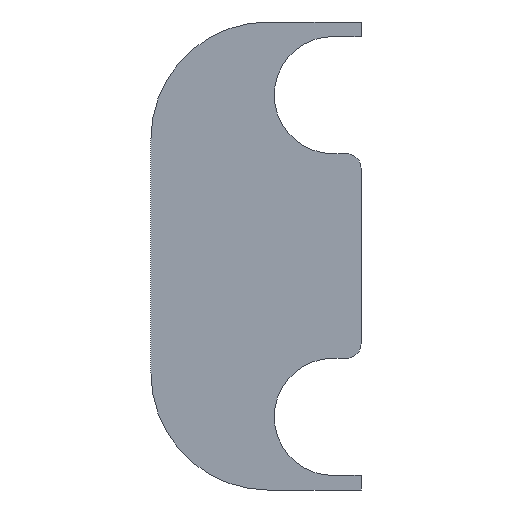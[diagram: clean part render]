
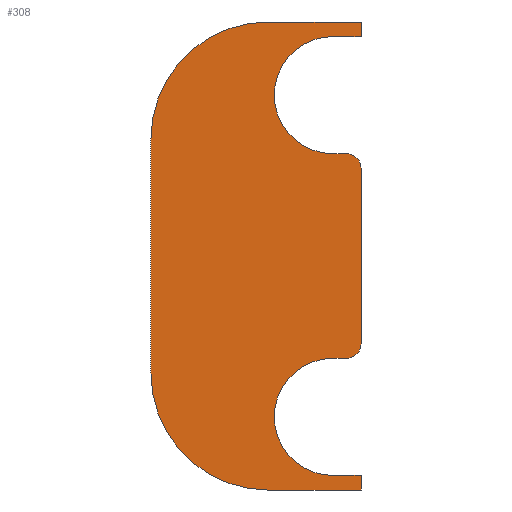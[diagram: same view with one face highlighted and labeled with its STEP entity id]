
A CAD part, left-side view. The second image highlights one B-rep face of the part: STEP entity #308.
In plain terms, the highlighted planar face has unit normal (-1, 0, 0).
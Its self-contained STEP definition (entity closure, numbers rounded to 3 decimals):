
#1=DIRECTION('',(0.,0.,-1.));
#2=VECTOR('',#1,120.);
#3=CARTESIAN_POINT('',(0.,-19.365,60.));
#4=LINE('',#3,#2);
#5=CARTESIAN_POINT('',(0.,-9.365,-60.));
#6=DIRECTION('',(1.,0.,0.));
#7=DIRECTION('',(0.,-1.,0.));
#8=AXIS2_PLACEMENT_3D('',#5,#6,#7);
#10=DIRECTION('',(0.,1.,0.));
#11=VECTOR('',#10,9.365);
#12=CARTESIAN_POINT('',(0.,-9.365,-70.));
#13=LINE('',#12,#11);
#14=CARTESIAN_POINT('',(0.,0.,-110.));
#15=DIRECTION('',(-1.,0.,0.));
#16=DIRECTION('',(0.,0.,1.));
#17=AXIS2_PLACEMENT_3D('',#14,#15,#16);
#19=DIRECTION('',(0.,-1.,0.));
#20=VECTOR('',#19,19.365);
#21=CARTESIAN_POINT('',(0.,0.,-150.));
#22=LINE('',#21,#20);
#23=DIRECTION('',(0.,0.,-1.));
#24=VECTOR('',#23,10.);
#25=CARTESIAN_POINT('',(0.,-19.365,-150.));
#26=LINE('',#25,#24);
#27=DIRECTION('',(0.,1.,0.));
#28=VECTOR('',#27,63.685);
#29=CARTESIAN_POINT('',(0.,-19.365,-160.));
#30=LINE('',#29,#28);
#31=CARTESIAN_POINT('',(0.,44.32,-80.));
#32=DIRECTION('',(1.,0.,0.));
#33=DIRECTION('',(0.,0.,-1.));
#34=AXIS2_PLACEMENT_3D('',#31,#32,#33);
#36=DIRECTION('',(0.,0.,1.));
#37=VECTOR('',#36,160.);
#38=CARTESIAN_POINT('',(0.,124.32,-80.));
#39=LINE('',#38,#37);
#40=CARTESIAN_POINT('',(0.,44.32,80.));
#41=DIRECTION('',(1.,0.,0.));
#42=DIRECTION('',(0.,1.,0.));
#43=AXIS2_PLACEMENT_3D('',#40,#41,#42);
#45=DIRECTION('',(0.,-1.,0.));
#46=VECTOR('',#45,63.685);
#47=CARTESIAN_POINT('',(0.,44.32,160.));
#48=LINE('',#47,#46);
#49=DIRECTION('',(0.,0.,-1.));
#50=VECTOR('',#49,10.);
#51=CARTESIAN_POINT('',(0.,-19.365,160.));
#52=LINE('',#51,#50);
#53=DIRECTION('',(0.,1.,0.));
#54=VECTOR('',#53,19.365);
#55=CARTESIAN_POINT('',(0.,-19.365,150.));
#56=LINE('',#55,#54);
#57=CARTESIAN_POINT('',(0.,0.,110.));
#58=DIRECTION('',(-1.,0.,0.));
#59=DIRECTION('',(0.,0.,1.));
#60=AXIS2_PLACEMENT_3D('',#57,#58,#59);
#62=DIRECTION('',(0.,-1.,0.));
#63=VECTOR('',#62,9.365);
#64=CARTESIAN_POINT('',(0.,0.,70.));
#65=LINE('',#64,#63);
#66=CARTESIAN_POINT('',(0.,-9.365,60.));
#67=DIRECTION('',(1.,0.,0.));
#68=DIRECTION('',(0.,0.,1.));
#69=AXIS2_PLACEMENT_3D('',#66,#67,#68);
#205=CARTESIAN_POINT('',(0.,-19.365,60.));
#206=CARTESIAN_POINT('',(0.,-19.365,-60.));
#207=VERTEX_POINT('',#205);
#208=VERTEX_POINT('',#206);
#209=CARTESIAN_POINT('',(0.,-9.365,-70.));
#210=VERTEX_POINT('',#209);
#211=CARTESIAN_POINT('',(0.,0.,-70.));
#212=VERTEX_POINT('',#211);
#213=CARTESIAN_POINT('',(0.,0.,-150.));
#214=VERTEX_POINT('',#213);
#215=CARTESIAN_POINT('',(0.,-19.365,-150.));
#216=VERTEX_POINT('',#215);
#217=CARTESIAN_POINT('',(0.,-19.365,-160.));
#218=VERTEX_POINT('',#217);
#219=CARTESIAN_POINT('',(0.,44.32,-160.));
#220=VERTEX_POINT('',#219);
#221=CARTESIAN_POINT('',(0.,124.32,-80.));
#222=VERTEX_POINT('',#221);
#223=CARTESIAN_POINT('',(0.,124.32,80.));
#224=VERTEX_POINT('',#223);
#225=CARTESIAN_POINT('',(0.,44.32,160.));
#226=VERTEX_POINT('',#225);
#227=CARTESIAN_POINT('',(0.,-19.365,160.));
#228=VERTEX_POINT('',#227);
#229=CARTESIAN_POINT('',(0.,-19.365,150.));
#230=VERTEX_POINT('',#229);
#231=CARTESIAN_POINT('',(0.,0.,150.));
#232=VERTEX_POINT('',#231);
#233=CARTESIAN_POINT('',(0.,0.,70.));
#234=VERTEX_POINT('',#233);
#235=CARTESIAN_POINT('',(0.,-9.365,70.));
#236=VERTEX_POINT('',#235);
#269=CARTESIAN_POINT('',(0.,0.,0.));
#270=DIRECTION('',(1.,0.,0.));
#271=DIRECTION('',(0.,0.,-1.));
#272=AXIS2_PLACEMENT_3D('',#269,#270,#271);
#273=PLANE('',#272);
#275=ORIENTED_EDGE('',*,*,#274,.T.);
#277=ORIENTED_EDGE('',*,*,#276,.T.);
#279=ORIENTED_EDGE('',*,*,#278,.T.);
#281=ORIENTED_EDGE('',*,*,#280,.T.);
#283=ORIENTED_EDGE('',*,*,#282,.T.);
#285=ORIENTED_EDGE('',*,*,#284,.T.);
#287=ORIENTED_EDGE('',*,*,#286,.T.);
#289=ORIENTED_EDGE('',*,*,#288,.T.);
#291=ORIENTED_EDGE('',*,*,#290,.T.);
#293=ORIENTED_EDGE('',*,*,#292,.T.);
#295=ORIENTED_EDGE('',*,*,#294,.T.);
#297=ORIENTED_EDGE('',*,*,#296,.T.);
#299=ORIENTED_EDGE('',*,*,#298,.T.);
#301=ORIENTED_EDGE('',*,*,#300,.T.);
#303=ORIENTED_EDGE('',*,*,#302,.T.);
#305=ORIENTED_EDGE('',*,*,#304,.T.);
#306=EDGE_LOOP('',(#275,#277,#279,#281,#283,#285,#287,#289,#291,#293,#295,#297,
#299,#301,#303,#305));
#307=FACE_OUTER_BOUND('',#306,.F.);
#308=ADVANCED_FACE('',(#307),#273,.F.);
#9=CIRCLE('',#8,10.);
#18=CIRCLE('',#17,40.);
#35=CIRCLE('',#34,80.);
#44=CIRCLE('',#43,80.);
#61=CIRCLE('',#60,40.);
#70=CIRCLE('',#69,10.);
#274=EDGE_CURVE('',#207,#208,#4,.T.);
#276=EDGE_CURVE('',#208,#210,#9,.T.);
#278=EDGE_CURVE('',#210,#212,#13,.T.);
#280=EDGE_CURVE('',#212,#214,#18,.T.);
#282=EDGE_CURVE('',#214,#216,#22,.T.);
#284=EDGE_CURVE('',#216,#218,#26,.T.);
#286=EDGE_CURVE('',#218,#220,#30,.T.);
#288=EDGE_CURVE('',#220,#222,#35,.T.);
#290=EDGE_CURVE('',#222,#224,#39,.T.);
#292=EDGE_CURVE('',#224,#226,#44,.T.);
#294=EDGE_CURVE('',#226,#228,#48,.T.);
#296=EDGE_CURVE('',#228,#230,#52,.T.);
#298=EDGE_CURVE('',#230,#232,#56,.T.);
#300=EDGE_CURVE('',#232,#234,#61,.T.);
#302=EDGE_CURVE('',#234,#236,#65,.T.);
#304=EDGE_CURVE('',#236,#207,#70,.T.);
